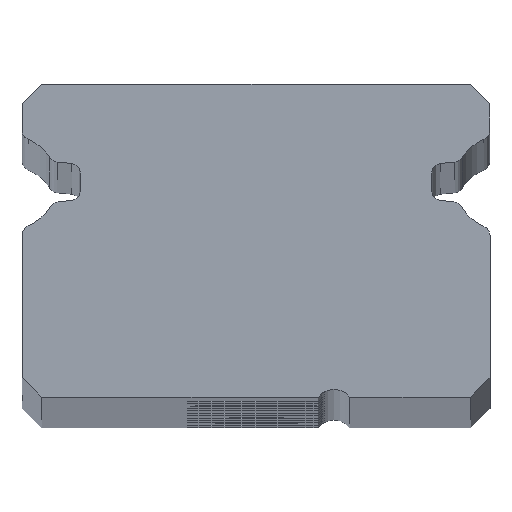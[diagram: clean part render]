
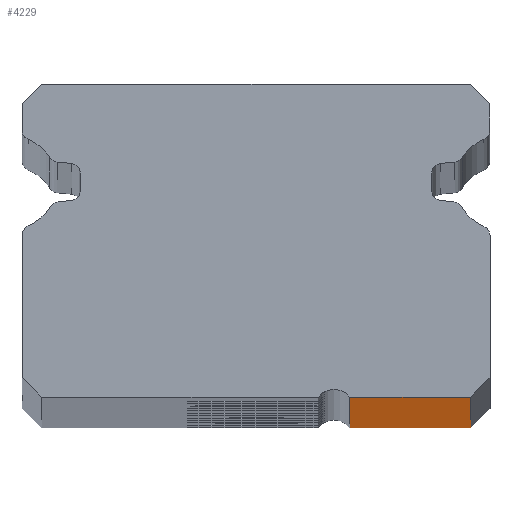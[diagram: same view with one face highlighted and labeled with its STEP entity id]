
A CAD part, top view. The second image highlights one B-rep face of the part: STEP entity #4229.
In plain terms, the highlighted planar face has unit normal (0, -1, 0).
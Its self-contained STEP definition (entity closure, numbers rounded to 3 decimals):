
#261 = EDGE_CURVE ( 'NONE', #4582, #1179, #783, .T. ) ;
#337 = LINE ( 'NONE', #3888, #2297 ) ;
#447 = VECTOR ( 'NONE', #3522, 1000. ) ;
#467 = EDGE_CURVE ( 'NONE', #4582, #3292, #4215, .T. ) ;
#500 = CARTESIAN_POINT ( 'NONE',  ( 2.393, -5.5, 225. ) ) ;
#535 = ORIENTED_EDGE ( 'NONE', *, *, #261, .F. ) ;
#560 = CARTESIAN_POINT ( 'NONE',  ( 5.484, -5.5, 225. ) ) ;
#657 = CARTESIAN_POINT ( 'NONE',  ( 2.393, -5.5, 225. ) ) ;
#674 = FACE_OUTER_BOUND ( 'NONE', #4618, .T. ) ;
#710 = DIRECTION ( 'NONE',  ( 0., 1., 0. ) ) ;
#783 = LINE ( 'NONE', #3843, #447 ) ;
#1175 = VECTOR ( 'NONE', #3997, 1000. ) ;
#1179 = VERTEX_POINT ( 'NONE', #560 ) ;
#1213 = AXIS2_PLACEMENT_3D ( 'NONE', #500, #710, #4363 ) ;
#1369 = DIRECTION ( 'NONE',  ( 1., 0., 0. ) ) ;
#1382 = CARTESIAN_POINT ( 'NONE',  ( 2.393, -5.5, -225. ) ) ;
#1479 = CARTESIAN_POINT ( 'NONE',  ( 5.484, -5.5, 225. ) ) ;
#1500 = ORIENTED_EDGE ( 'NONE', *, *, #4586, .T. ) ;
#1538 = CARTESIAN_POINT ( 'NONE',  ( 5.484, -5.5, -225. ) ) ;
#1586 = CARTESIAN_POINT ( 'NONE',  ( 2.393, -5.5, 225. ) ) ;
#1609 = ORIENTED_EDGE ( 'NONE', *, *, #467, .T. ) ;
#1824 = PLANE ( 'NONE',  #1213 ) ;
#2267 = ORIENTED_EDGE ( 'NONE', *, *, #4002, .F. ) ;
#2297 = VECTOR ( 'NONE', #1369, 1000. ) ;
#2327 = DIRECTION ( 'NONE',  ( 0., 0., -1. ) ) ;
#2608 = VERTEX_POINT ( 'NONE', #1538 ) ;
#3292 = VERTEX_POINT ( 'NONE', #1382 ) ;
#3522 = DIRECTION ( 'NONE',  ( 1., 0., 0. ) ) ;
#3621 = VECTOR ( 'NONE', #2327, 1000. ) ;
#3843 = CARTESIAN_POINT ( 'NONE',  ( 2.393, -5.5, 225. ) ) ;
#3888 = CARTESIAN_POINT ( 'NONE',  ( 2.393, -5.5, -225. ) ) ;
#3997 = DIRECTION ( 'NONE',  ( 0., 0., -1. ) ) ;
#4002 = EDGE_CURVE ( 'NONE', #1179, #2608, #4426, .T. ) ;
#4215 = LINE ( 'NONE', #1586, #3621 ) ;
#4229 = ADVANCED_FACE ( 'NONE', ( #674 ), #1824, .F. ) ;
#4363 = DIRECTION ( 'NONE',  ( 0., 0., 1. ) ) ;
#4426 = LINE ( 'NONE', #1479, #1175 ) ;
#4582 = VERTEX_POINT ( 'NONE', #657 ) ;
#4586 = EDGE_CURVE ( 'NONE', #3292, #2608, #337, .T. ) ;
#4618 = EDGE_LOOP ( 'NONE', ( #1500, #2267, #535, #1609 ) ) ;
